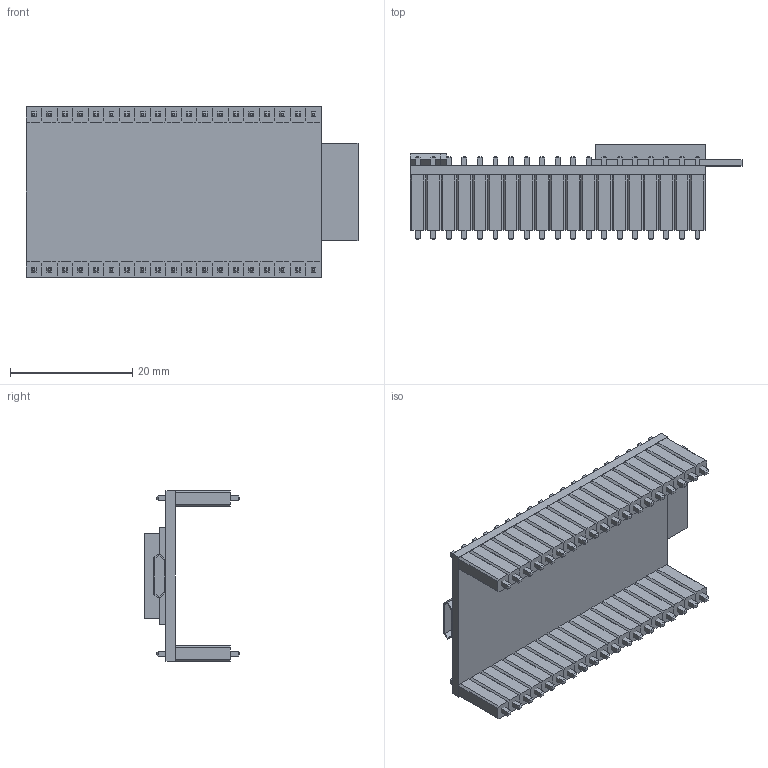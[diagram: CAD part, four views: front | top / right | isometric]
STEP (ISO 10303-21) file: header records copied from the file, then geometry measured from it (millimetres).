
FILE_DESCRIPTION (( 'STEP AP214' ), '1' );
FILE_NAME ('esp32-DEV.STEP', '2023-12-05T18:29:29', ( '' ), ( '' ), 'SwSTEP 2.0', 'SolidWorks 2023', '' );
FILE_SCHEMA (( 'AUTOMOTIVE_DESIGN' ));
Length unit declared in the file: millimetre
Products named in the file (1): esp32-DEV
Bounding box: 54.26 x 15.5 x 27.94 mm (x, y, z)
Volume: 5514.2 mm3; surface area: 8694.3 mm2
Topology: 40 solids, 40 shells, 1102 faces, 2526 edges, 1582 vertices
Faces by surface type: plane 1102
Entity records: 34727 total; most frequent: CARTESIAN_POINT 5211, ORIENTED_EDGE 5052, DIRECTION 4732, VECTOR 2526, LINE 2526, EDGE_CURVE 2526, VERTEX_POINT 1582, EDGE_LOOP 1182
